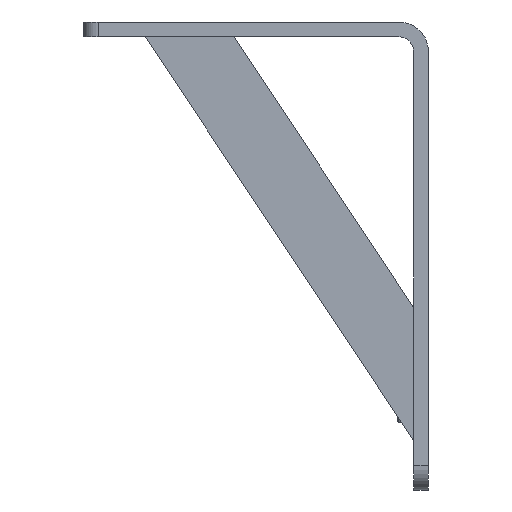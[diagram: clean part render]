
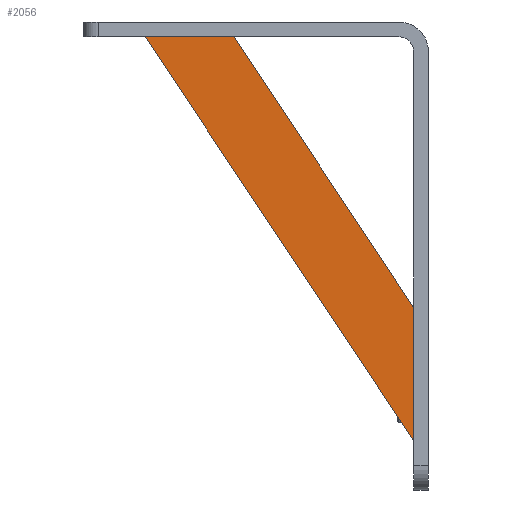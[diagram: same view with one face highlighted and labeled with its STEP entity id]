
A CAD part, left-side view. The second image highlights one B-rep face of the part: STEP entity #2056.
In plain terms, the highlighted planar face has unit normal (-1, 0, 0).
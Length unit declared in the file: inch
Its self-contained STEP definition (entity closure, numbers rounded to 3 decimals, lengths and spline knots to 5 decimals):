
#5 = ORIENTED_EDGE ( 'NONE', *, *, #746, .F. ) ;
#746 = EDGE_CURVE ( 'NONE', #4306, #1731, #3392, .T. ) ;
#780 = CARTESIAN_POINT ( 'NONE',  ( -2.75591, 0.23622, -4.55914 ) ) ;
#798 = EDGE_CURVE ( 'NONE', #1731, #2134, #1959, .T. ) ;
#802 = LINE ( 'NONE', #1503, #2632 ) ;
#1280 = CARTESIAN_POINT ( 'NONE',  ( -2.75591, 0.23622, 0. ) ) ;
#1294 = ORIENTED_EDGE ( 'NONE', *, *, #1611, .F. ) ;
#1335 = VECTOR ( 'NONE', #2676, 39.37008 ) ;
#1503 = CARTESIAN_POINT ( 'NONE',  ( -2.75591, 0., -0.23622 ) ) ;
#1611 = EDGE_CURVE ( 'NONE', #3817, #4306, #1723, .T. ) ;
#1698 = VECTOR ( 'NONE', #3462, 39.37008 ) ;
#1718 = CARTESIAN_POINT ( 'NONE',  ( -2.75591, 4.52756, -0.23622 ) ) ;
#1723 = LINE ( 'NONE', #2845, #1698 ) ;
#1731 = VERTEX_POINT ( 'NONE', #2514 ) ;
#1959 = LINE ( 'NONE', #3374, #3761 ) ;
#2056 = ADVANCED_FACE ( 'NONE', ( #3088 ), #3112, .F. ) ;
#2134 = VERTEX_POINT ( 'NONE', #1718 ) ;
#2221 = DIRECTION ( 'NONE',  ( 0., -1., 0. ) ) ;
#2302 = AXIS2_PLACEMENT_3D ( 'NONE', #3828, #3861, #4499 ) ;
#2322 = EDGE_LOOP ( 'NONE', ( #4274, #5, #1294, #3746 ) ) ;
#2514 = CARTESIAN_POINT ( 'NONE',  ( -2.75591, 0.23622, -6.69291 ) ) ;
#2632 = VECTOR ( 'NONE', #2221, 39.37008 ) ;
#2676 = DIRECTION ( 'NONE',  ( 0., 0., -1. ) ) ;
#2845 = CARTESIAN_POINT ( 'NONE',  ( -2.75591, 3.10938, -0.23622 ) ) ;
#3046 = DIRECTION ( 'NONE',  ( 0., 0.554, 0.833 ) ) ;
#3088 = FACE_OUTER_BOUND ( 'NONE', #2322, .T. ) ;
#3112 = PLANE ( 'NONE',  #2302 ) ;
#3374 = CARTESIAN_POINT ( 'NONE',  ( -2.75591, 0.23622, -6.69291 ) ) ;
#3392 = LINE ( 'NONE', #1280, #1335 ) ;
#3462 = DIRECTION ( 'NONE',  ( 0., -0.554, -0.833 ) ) ;
#3746 = ORIENTED_EDGE ( 'NONE', *, *, #4375, .F. ) ;
#3761 = VECTOR ( 'NONE', #3046, 39.37008 ) ;
#3817 = VERTEX_POINT ( 'NONE', #4130 ) ;
#3828 = CARTESIAN_POINT ( 'NONE',  ( -2.75591, 0., 0. ) ) ;
#3861 = DIRECTION ( 'NONE',  ( 1., 0., 0. ) ) ;
#4130 = CARTESIAN_POINT ( 'NONE',  ( -2.75591, 3.10938, -0.23622 ) ) ;
#4274 = ORIENTED_EDGE ( 'NONE', *, *, #798, .F. ) ;
#4306 = VERTEX_POINT ( 'NONE', #780 ) ;
#4375 = EDGE_CURVE ( 'NONE', #2134, #3817, #802, .T. ) ;
#4499 = DIRECTION ( 'NONE',  ( 0., 0., -1. ) ) ;
